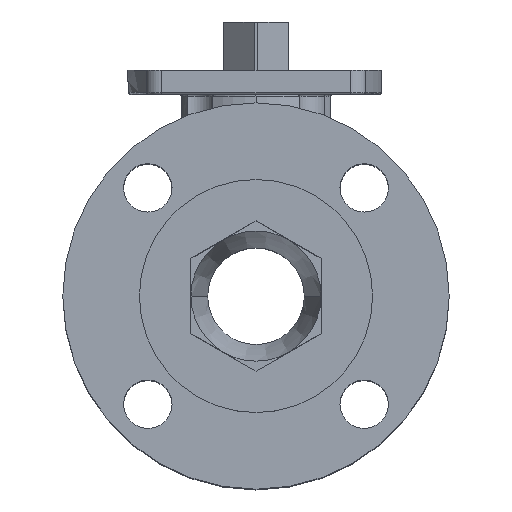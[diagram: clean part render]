
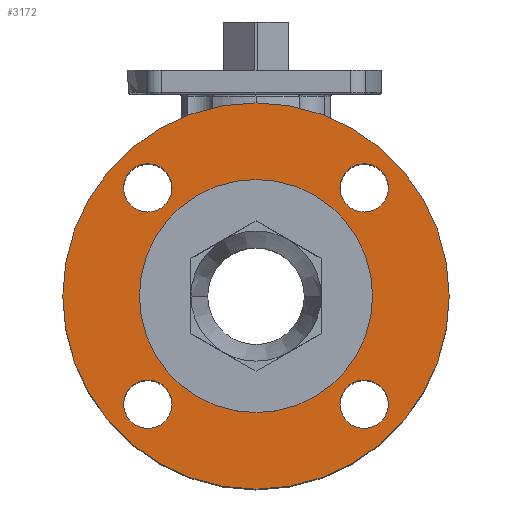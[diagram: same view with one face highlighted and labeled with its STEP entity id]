
A CAD part, top view. The second image highlights one B-rep face of the part: STEP entity #3172.
In plain terms, the highlighted planar face has unit normal (0, 0, 1).
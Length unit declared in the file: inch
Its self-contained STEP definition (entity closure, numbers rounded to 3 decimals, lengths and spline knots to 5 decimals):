
#194 = CARTESIAN_POINT ( 'NONE',  ( 0.13085, -0.44031, 3.50443 ) ) ;
#198 = CIRCLE ( 'NONE', #1875, 0.375 ) ;
#513 = EDGE_CURVE ( 'NONE', #12054, #5219, #13510, .T. ) ;
#556 = CIRCLE ( 'NONE', #9613, 1.81 ) ;
#673 = DIRECTION ( 'NONE',  ( -1., 0., 0. ) ) ;
#758 = EDGE_LOOP ( 'NONE', ( #8305, #12486 ) ) ;
#868 = CARTESIAN_POINT ( 'NONE',  ( 1.81022, 1.23907, 3.50443 ) ) ;
#1101 = AXIS2_PLACEMENT_3D ( 'NONE', #194, #3652, #3507 ) ;
#1214 = EDGE_CURVE ( 'NONE', #4560, #9336, #7673, .T. ) ;
#1353 = AXIS2_PLACEMENT_3D ( 'NONE', #2915, #1916, #2067 ) ;
#1499 = CARTESIAN_POINT ( 'NONE',  ( -1.92353, -2.11969, 3.50443 ) ) ;
#1813 = CARTESIAN_POINT ( 'NONE',  ( 0.13085, -0.44031, 3.50443 ) ) ;
#1875 = AXIS2_PLACEMENT_3D ( 'NONE', #10695, #4217, #14132 ) ;
#1916 = DIRECTION ( 'NONE',  ( 0., 0., 1. ) ) ;
#2067 = DIRECTION ( 'NONE',  ( 1., 0., 0. ) ) ;
#2151 = DIRECTION ( 'NONE',  ( 0., 0., 1. ) ) ;
#2201 = FACE_BOUND ( 'NONE', #13563, .T. ) ;
#2511 = ORIENTED_EDGE ( 'NONE', *, *, #8434, .F. ) ;
#2572 = CARTESIAN_POINT ( 'NONE',  ( -1.17353, 1.23907, 3.50443 ) ) ;
#2727 = VERTEX_POINT ( 'NONE', #6264 ) ;
#2820 = CARTESIAN_POINT ( 'NONE',  ( 1.81022, 1.23907, 3.50443 ) ) ;
#2867 = DIRECTION ( 'NONE',  ( 0., 0., 1. ) ) ;
#2915 = CARTESIAN_POINT ( 'NONE',  ( 0.13085, -0.44031, 3.50443 ) ) ;
#3127 = CIRCLE ( 'NONE', #6669, 0.375 ) ;
#3172 = ADVANCED_FACE ( 'NONE', ( #14714, #2201, #12707, #11300, #5702, #10259 ), #14470, .F. ) ;
#3297 = CIRCLE ( 'NONE', #7567, 0.375 ) ;
#3507 = DIRECTION ( 'NONE',  ( 1., 0., 0. ) ) ;
#3652 = DIRECTION ( 'NONE',  ( 0., 0., 1. ) ) ;
#3778 = DIRECTION ( 'NONE',  ( 0., -1., 0. ) ) ;
#4013 = DIRECTION ( 'NONE',  ( 0., 0., 1. ) ) ;
#4032 = CIRCLE ( 'NONE', #12824, 0.375 ) ;
#4217 = DIRECTION ( 'NONE',  ( 0., 0., 1. ) ) ;
#4325 = CARTESIAN_POINT ( 'NONE',  ( 0.13085, 1.36969, 3.50443 ) ) ;
#4364 = CIRCLE ( 'NONE', #9131, 0.375 ) ;
#4560 = VERTEX_POINT ( 'NONE', #4819 ) ;
#4819 = CARTESIAN_POINT ( 'NONE',  ( -2.86915, -0.44031, 3.50443 ) ) ;
#5080 = ORIENTED_EDGE ( 'NONE', *, *, #6437, .F. ) ;
#5219 = VERTEX_POINT ( 'NONE', #5612 ) ;
#5353 = EDGE_LOOP ( 'NONE', ( #11348, #12962 ) ) ;
#5425 = EDGE_LOOP ( 'NONE', ( #2511, #8072 ) ) ;
#5455 = DIRECTION ( 'NONE',  ( 0., 0., -1. ) ) ;
#5460 = DIRECTION ( 'NONE',  ( 0., -1., 0. ) ) ;
#5468 = CARTESIAN_POINT ( 'NONE',  ( -1.54853, 1.23907, 3.50443 ) ) ;
#5612 = CARTESIAN_POINT ( 'NONE',  ( 1.94085, -0.44031, 3.50443 ) ) ;
#5702 = FACE_BOUND ( 'NONE', #9722, .T. ) ;
#5859 = CARTESIAN_POINT ( 'NONE',  ( 1.81022, -2.11969, 3.50443 ) ) ;
#5972 = EDGE_CURVE ( 'NONE', #8682, #12720, #3297, .T. ) ;
#6088 = CARTESIAN_POINT ( 'NONE',  ( -1.54853, 1.23907, 3.50443 ) ) ;
#6102 = CIRCLE ( 'NONE', #1101, 3. ) ;
#6133 = EDGE_CURVE ( 'NONE', #9336, #4560, #6102, .T. ) ;
#6165 = DIRECTION ( 'NONE',  ( 0., 1., 0. ) ) ;
#6264 = CARTESIAN_POINT ( 'NONE',  ( 2.18522, 1.23907, 3.50443 ) ) ;
#6297 = DIRECTION ( 'NONE',  ( 0., 0., 1. ) ) ;
#6342 = CARTESIAN_POINT ( 'NONE',  ( 0.13085, -0.44031, 3.50443 ) ) ;
#6437 = EDGE_CURVE ( 'NONE', #12720, #8682, #4364, .T. ) ;
#6669 = AXIS2_PLACEMENT_3D ( 'NONE', #868, #2151, #13713 ) ;
#7108 = DIRECTION ( 'NONE',  ( 0., 0., 1. ) ) ;
#7112 = EDGE_LOOP ( 'NONE', ( #11496, #5080 ) ) ;
#7164 = DIRECTION ( 'NONE',  ( 0., 0., 1. ) ) ;
#7567 = AXIS2_PLACEMENT_3D ( 'NONE', #13045, #2867, #5460 ) ;
#7673 = CIRCLE ( 'NONE', #10296, 3. ) ;
#7689 = DIRECTION ( 'NONE',  ( 0., 0., 1. ) ) ;
#7775 = ORIENTED_EDGE ( 'NONE', *, *, #513, .F. ) ;
#8008 = VERTEX_POINT ( 'NONE', #2572 ) ;
#8034 = ORIENTED_EDGE ( 'NONE', *, *, #11108, .F. ) ;
#8072 = ORIENTED_EDGE ( 'NONE', *, *, #12654, .F. ) ;
#8305 = ORIENTED_EDGE ( 'NONE', *, *, #6133, .T. ) ;
#8434 = EDGE_CURVE ( 'NONE', #8008, #13021, #8537, .T. ) ;
#8537 = CIRCLE ( 'NONE', #8794, 0.375 ) ;
#8580 = DIRECTION ( 'NONE',  ( 0., 0., 1. ) ) ;
#8682 = VERTEX_POINT ( 'NONE', #12788 ) ;
#8701 = EDGE_CURVE ( 'NONE', #11779, #2727, #13799, .T. ) ;
#8794 = AXIS2_PLACEMENT_3D ( 'NONE', #6088, #4013, #6165 ) ;
#9004 = ORIENTED_EDGE ( 'NONE', *, *, #11025, .F. ) ;
#9123 = CARTESIAN_POINT ( 'NONE',  ( -1.17353, -2.11969, 3.50443 ) ) ;
#9131 = AXIS2_PLACEMENT_3D ( 'NONE', #5859, #10411, #3778 ) ;
#9275 = AXIS2_PLACEMENT_3D ( 'NONE', #2820, #7108, #9513 ) ;
#9336 = VERTEX_POINT ( 'NONE', #12153 ) ;
#9447 = EDGE_CURVE ( 'NONE', #2727, #11779, #3127, .T. ) ;
#9513 = DIRECTION ( 'NONE',  ( 1., 0., 0. ) ) ;
#9584 = DIRECTION ( 'NONE',  ( -1., 0., 0. ) ) ;
#9613 = AXIS2_PLACEMENT_3D ( 'NONE', #1813, #7164, #9655 ) ;
#9655 = DIRECTION ( 'NONE',  ( 1., 0., 0. ) ) ;
#9722 = EDGE_LOOP ( 'NONE', ( #11535, #7775 ) ) ;
#10082 = CIRCLE ( 'NONE', #11030, 0.375 ) ;
#10259 = FACE_OUTER_BOUND ( 'NONE', #758, .T. ) ;
#10295 = DIRECTION ( 'NONE',  ( 0., 1., 0. ) ) ;
#10296 = AXIS2_PLACEMENT_3D ( 'NONE', #6342, #8580, #13116 ) ;
#10376 = CARTESIAN_POINT ( 'NONE',  ( 1.43522, -2.11969, 3.50443 ) ) ;
#10411 = DIRECTION ( 'NONE',  ( 0., 0., 1. ) ) ;
#10695 = CARTESIAN_POINT ( 'NONE',  ( -1.54853, -2.11969, 3.50443 ) ) ;
#11025 = EDGE_CURVE ( 'NONE', #12910, #12429, #198, .T. ) ;
#11030 = AXIS2_PLACEMENT_3D ( 'NONE', #5468, #7689, #10295 ) ;
#11108 = EDGE_CURVE ( 'NONE', #12429, #12910, #4032, .T. ) ;
#11300 = FACE_BOUND ( 'NONE', #5353, .T. ) ;
#11326 = CARTESIAN_POINT ( 'NONE',  ( 1.43522, 1.23907, 3.50443 ) ) ;
#11348 = ORIENTED_EDGE ( 'NONE', *, *, #9447, .F. ) ;
#11424 = CARTESIAN_POINT ( 'NONE',  ( -1.92353, 1.23907, 3.50443 ) ) ;
#11496 = ORIENTED_EDGE ( 'NONE', *, *, #5972, .F. ) ;
#11535 = ORIENTED_EDGE ( 'NONE', *, *, #12904, .F. ) ;
#11771 = CARTESIAN_POINT ( 'NONE',  ( -1.67915, -0.44031, 3.50443 ) ) ;
#11779 = VERTEX_POINT ( 'NONE', #11326 ) ;
#12054 = VERTEX_POINT ( 'NONE', #11771 ) ;
#12153 = CARTESIAN_POINT ( 'NONE',  ( 3.13085, -0.44031, 3.50443 ) ) ;
#12429 = VERTEX_POINT ( 'NONE', #9123 ) ;
#12486 = ORIENTED_EDGE ( 'NONE', *, *, #1214, .T. ) ;
#12654 = EDGE_CURVE ( 'NONE', #13021, #8008, #10082, .T. ) ;
#12707 = FACE_BOUND ( 'NONE', #5425, .T. ) ;
#12720 = VERTEX_POINT ( 'NONE', #10376 ) ;
#12788 = CARTESIAN_POINT ( 'NONE',  ( 2.18522, -2.11969, 3.50443 ) ) ;
#12824 = AXIS2_PLACEMENT_3D ( 'NONE', #13069, #6297, #9584 ) ;
#12904 = EDGE_CURVE ( 'NONE', #5219, #12054, #556, .T. ) ;
#12910 = VERTEX_POINT ( 'NONE', #1499 ) ;
#12962 = ORIENTED_EDGE ( 'NONE', *, *, #8701, .F. ) ;
#13021 = VERTEX_POINT ( 'NONE', #11424 ) ;
#13045 = CARTESIAN_POINT ( 'NONE',  ( 1.81022, -2.11969, 3.50443 ) ) ;
#13069 = CARTESIAN_POINT ( 'NONE',  ( -1.54853, -2.11969, 3.50443 ) ) ;
#13116 = DIRECTION ( 'NONE',  ( 1., 0., 0. ) ) ;
#13510 = CIRCLE ( 'NONE', #1353, 1.81 ) ;
#13563 = EDGE_LOOP ( 'NONE', ( #8034, #9004 ) ) ;
#13713 = DIRECTION ( 'NONE',  ( 1., 0., 0. ) ) ;
#13799 = CIRCLE ( 'NONE', #9275, 0.375 ) ;
#14132 = DIRECTION ( 'NONE',  ( -1., 0., 0. ) ) ;
#14134 = AXIS2_PLACEMENT_3D ( 'NONE', #4325, #5455, #673 ) ;
#14470 = PLANE ( 'NONE',  #14134 ) ;
#14714 = FACE_BOUND ( 'NONE', #7112, .T. ) ;
